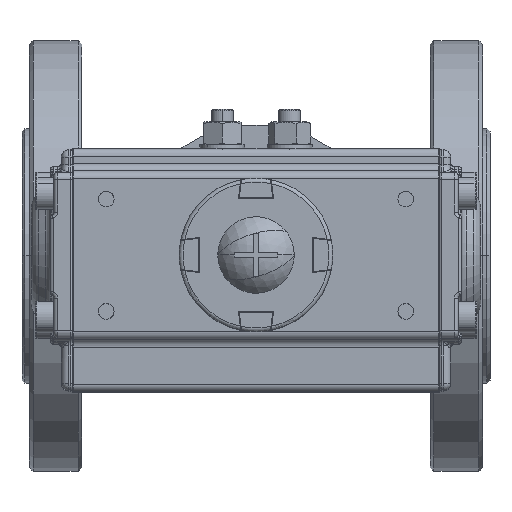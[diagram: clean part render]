
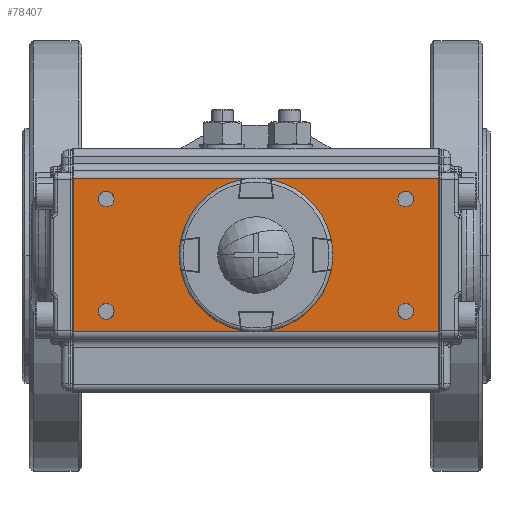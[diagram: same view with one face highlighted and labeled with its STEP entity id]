
A CAD part, top view. The second image highlights one B-rep face of the part: STEP entity #78407.
In plain terms, the highlighted planar face has unit normal (0, 0, 1).
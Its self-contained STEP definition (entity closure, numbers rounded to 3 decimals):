
#78268=CARTESIAN_POINT('',(-49.001,-22.5,123.105));
#78269=DIRECTION('',(0.,-0.,-1.));
#78270=DIRECTION('',(0.,-1.,0.));
#78271=AXIS2_PLACEMENT_3D('',#78268,#78269,#78270);
#78272=PLANE('',#78271);
#78273=CARTESIAN_POINT('',(37.899,15.,123.105));
#78274=VERTEX_POINT('',#78273);
#78275=CARTESIAN_POINT('',(42.099,15.,123.105));
#78276=VERTEX_POINT('',#78275);
#78277=CARTESIAN_POINT('',(39.999,15.,123.105));
#78278=DIRECTION('',(-0.,-0.,1.));
#78279=DIRECTION('',(-1.,-0.,-0.));
#78280=AXIS2_PLACEMENT_3D('',#78277,#78278,#78279);
#78281=CIRCLE('',#78280,2.1);
#78282=EDGE_CURVE('NONE',#78274,#78276,#78281,.T.);
#78283=ORIENTED_EDGE('',*,*,#78282,.F.);
#78284=CARTESIAN_POINT('',(39.999,15.,123.105));
#78285=DIRECTION('',(-0.,-0.,1.));
#78286=DIRECTION('',(-1.,-0.,-0.));
#78287=AXIS2_PLACEMENT_3D('',#78284,#78285,#78286);
#78288=CIRCLE('',#78287,2.1);
#78289=EDGE_CURVE('NONE',#78276,#78274,#78288,.T.);
#78290=ORIENTED_EDGE('',*,*,#78289,.F.);
#78291=EDGE_LOOP('',(#78283,#78290));
#78292=FACE_BOUND('',#78291,.T.);
#78293=CARTESIAN_POINT('',(37.899,-15.,123.105));
#78294=VERTEX_POINT('',#78293);
#78295=CARTESIAN_POINT('',(42.099,-15.,123.105));
#78296=VERTEX_POINT('',#78295);
#78297=CARTESIAN_POINT('',(39.999,-15.,123.105));
#78298=DIRECTION('',(-0.,-0.,1.));
#78299=DIRECTION('',(-1.,-0.,-0.));
#78300=AXIS2_PLACEMENT_3D('',#78297,#78298,#78299);
#78301=CIRCLE('',#78300,2.1);
#78302=EDGE_CURVE('NONE',#78294,#78296,#78301,.T.);
#78303=ORIENTED_EDGE('',*,*,#78302,.F.);
#78304=CARTESIAN_POINT('',(39.999,-15.,123.105));
#78305=DIRECTION('',(-0.,-0.,1.));
#78306=DIRECTION('',(-1.,-0.,-0.));
#78307=AXIS2_PLACEMENT_3D('',#78304,#78305,#78306);
#78308=CIRCLE('',#78307,2.1);
#78309=EDGE_CURVE('NONE',#78296,#78294,#78308,.T.);
#78310=ORIENTED_EDGE('',*,*,#78309,.F.);
#78311=EDGE_LOOP('',(#78303,#78310));
#78312=FACE_BOUND('',#78311,.T.);
#78313=CARTESIAN_POINT('',(-42.101,-15.,123.105));
#78314=VERTEX_POINT('',#78313);
#78315=CARTESIAN_POINT('',(-37.901,-15.,123.105));
#78316=VERTEX_POINT('',#78315);
#78317=CARTESIAN_POINT('',(-40.001,-15.,123.105));
#78318=DIRECTION('',(-0.,-0.,1.));
#78319=DIRECTION('',(-1.,-0.,-0.));
#78320=AXIS2_PLACEMENT_3D('',#78317,#78318,#78319);
#78321=CIRCLE('',#78320,2.1);
#78322=EDGE_CURVE('NONE',#78314,#78316,#78321,.T.);
#78323=ORIENTED_EDGE('',*,*,#78322,.F.);
#78324=CARTESIAN_POINT('',(-40.001,-15.,123.105));
#78325=DIRECTION('',(-0.,-0.,1.));
#78326=DIRECTION('',(-1.,-0.,-0.));
#78327=AXIS2_PLACEMENT_3D('',#78324,#78325,#78326);
#78328=CIRCLE('',#78327,2.1);
#78329=EDGE_CURVE('NONE',#78316,#78314,#78328,.T.);
#78330=ORIENTED_EDGE('',*,*,#78329,.F.);
#78331=EDGE_LOOP('',(#78323,#78330));
#78332=FACE_BOUND('',#78331,.T.);
#78333=CARTESIAN_POINT('',(-42.101,15.,123.105));
#78334=VERTEX_POINT('',#78333);
#78335=CARTESIAN_POINT('',(-37.901,15.,123.105));
#78336=VERTEX_POINT('',#78335);
#78337=CARTESIAN_POINT('',(-40.001,15.,123.105));
#78338=DIRECTION('',(-0.,-0.,1.));
#78339=DIRECTION('',(-1.,-0.,-0.));
#78340=AXIS2_PLACEMENT_3D('',#78337,#78338,#78339);
#78341=CIRCLE('',#78340,2.1);
#78342=EDGE_CURVE('NONE',#78334,#78336,#78341,.T.);
#78343=ORIENTED_EDGE('',*,*,#78342,.F.);
#78344=CARTESIAN_POINT('',(-40.001,15.,123.105));
#78345=DIRECTION('',(-0.,-0.,1.));
#78346=DIRECTION('',(-1.,-0.,-0.));
#78347=AXIS2_PLACEMENT_3D('',#78344,#78345,#78346);
#78348=CIRCLE('',#78347,2.1);
#78349=EDGE_CURVE('NONE',#78336,#78334,#78348,.T.);
#78350=ORIENTED_EDGE('',*,*,#78349,.F.);
#78351=EDGE_LOOP('',(#78343,#78350));
#78352=FACE_BOUND('',#78351,.T.);
#78353=CARTESIAN_POINT('',(48.799,20.5,123.105));
#78354=VERTEX_POINT('',#78353);
#78355=CARTESIAN_POINT('',(-48.801,20.5,123.105));
#78356=VERTEX_POINT('',#78355);
#78357=CARTESIAN_POINT('',(48.799,20.5,123.105));
#78358=DIRECTION('',(-1.,-0.,-0.));
#78359=VECTOR('',#78358,97.6);
#78360=LINE('',#78357,#78359);
#78361=EDGE_CURVE('',#78354,#78356,#78360,.T.);
#78362=ORIENTED_EDGE('',*,*,#78361,.T.);
#78363=CARTESIAN_POINT('',(-48.801,-20.5,123.105));
#78364=VERTEX_POINT('',#78363);
#78365=CARTESIAN_POINT('',(-48.801,20.5,123.105));
#78366=DIRECTION('',(0.,-1.,0.));
#78367=VECTOR('',#78366,41.);
#78368=LINE('',#78365,#78367);
#78369=EDGE_CURVE('',#78356,#78364,#78368,.T.);
#78370=ORIENTED_EDGE('',*,*,#78369,.T.);
#78371=CARTESIAN_POINT('',(48.799,-20.5,123.105));
#78372=VERTEX_POINT('',#78371);
#78373=CARTESIAN_POINT('',(-48.801,-20.5,123.105));
#78374=DIRECTION('',(1.,0.,0.));
#78375=VECTOR('',#78374,97.6);
#78376=LINE('',#78373,#78375);
#78377=EDGE_CURVE('',#78364,#78372,#78376,.T.);
#78378=ORIENTED_EDGE('',*,*,#78377,.T.);
#78379=CARTESIAN_POINT('',(48.799,-20.5,123.105));
#78380=DIRECTION('',(-0.,1.,-0.));
#78381=VECTOR('',#78380,41.);
#78382=LINE('',#78379,#78381);
#78383=EDGE_CURVE('',#78372,#78354,#78382,.T.);
#78384=ORIENTED_EDGE('',*,*,#78383,.T.);
#78385=EDGE_LOOP('',(#78362,#78370,#78378,#78384));
#78386=FACE_BOUND('',#78385,.T.);
#78387=CARTESIAN_POINT('',(6.999,0.,123.105));
#78388=VERTEX_POINT('',#78387);
#78389=CARTESIAN_POINT('',(-7.001,0.,123.105));
#78390=VERTEX_POINT('',#78389);
#78391=CARTESIAN_POINT('',(-0.001,0.,123.105));
#78392=DIRECTION('',(0.,-0.,-1.));
#78393=DIRECTION('',(1.,0.,0.));
#78394=AXIS2_PLACEMENT_3D('',#78391,#78392,#78393);
#78395=CIRCLE('',#78394,7.);
#78396=EDGE_CURVE('',#78388,#78390,#78395,.T.);
#78397=ORIENTED_EDGE('',*,*,#78396,.T.);
#78398=CARTESIAN_POINT('',(-0.001,0.,123.105));
#78399=DIRECTION('',(0.,-0.,-1.));
#78400=DIRECTION('',(1.,0.,0.));
#78401=AXIS2_PLACEMENT_3D('',#78398,#78399,#78400);
#78402=CIRCLE('',#78401,7.);
#78403=EDGE_CURVE('',#78390,#78388,#78402,.T.);
#78404=ORIENTED_EDGE('',*,*,#78403,.T.);
#78405=EDGE_LOOP('',(#78397,#78404));
#78406=FACE_BOUND('',#78405,.T.);
#78407=ADVANCED_FACE('',(#78292,#78312,#78332,#78352,#78386,#78406),#78272,.F.);
